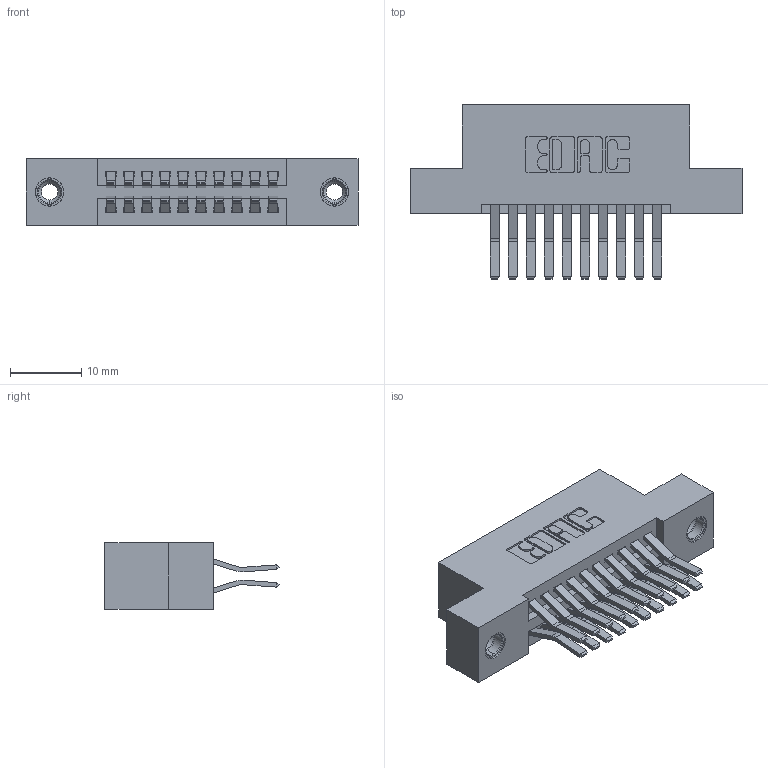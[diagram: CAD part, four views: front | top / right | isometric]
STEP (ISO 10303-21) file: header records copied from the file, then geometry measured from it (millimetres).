
FILE_DESCRIPTION (( 'STEP AP203' ), '1' );
FILE_NAME ('345-020-560-208.STEP', '2018-08-20T07:37:45', ( '' ), ( '' ), 'SwSTEP 2.0', 'SolidWorks 2016', '' );
FILE_SCHEMA (( 'CONFIG_CONTROL_DESIGN' ));
Length unit declared in the file: inch
Products named in the file (4): 345 Part_Flush Mounting Lugs - 0.156 Dia-TI; 345-292-001_560 Tail; 345-250-001_345-250-003-102; 345-020-560-208
Assembly tree (23 placements, depth 2):
  345-020-560-208
    345 Part_Flush Mounting Lugs - 0.156 Dia-TI
    345-292-001_560 Tail  x20
    345-250-001_345-250-003-102  x2
Bounding box: 46.61 x 24.45 x 9.4 mm (x, y, z)
Volume: 4355.2 mm3; surface area: 6168.5 mm2
Topology: 23 solids, 23 shells, 1226 faces, 3577 edges, 2350 vertices
Faces by surface type: plane 772, cylinder 438, cone 12, torus 4
Entity records: 13428 total; most frequent: CARTESIAN_POINT 2263, ORIENTED_EDGE 2190, DIRECTION 2065, EDGE_CURVE 1095, VECTOR 899, LINE 899, VERTEX_POINT 724, AXIS2_PLACEMENT_3D 583
